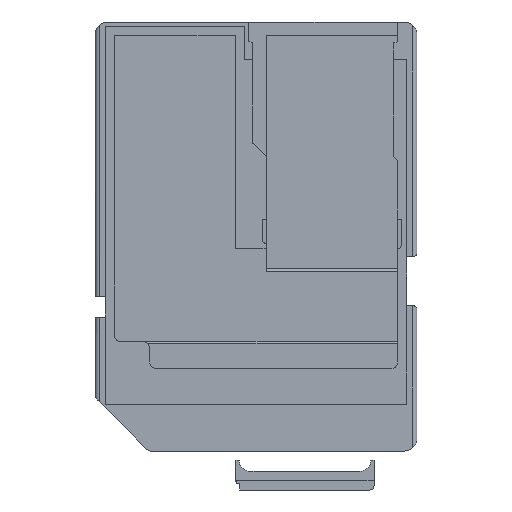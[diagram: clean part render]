
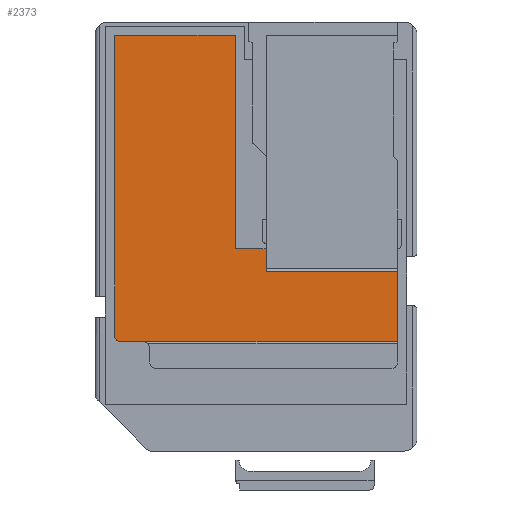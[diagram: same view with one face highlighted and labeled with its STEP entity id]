
A CAD part, front view. The second image highlights one B-rep face of the part: STEP entity #2373.
In plain terms, the highlighted planar face has unit normal (0, -1, 0).
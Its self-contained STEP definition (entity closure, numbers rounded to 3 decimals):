
#96=PLANE('',#2550);
#197=FACE_OUTER_BOUND('',#322,.T.);
#322=EDGE_LOOP('',(#1932,#1933,#1934,#1935,#1936,#1937,#1938,#1939));
#522=LINE('',#3688,#797);
#538=LINE('',#3718,#813);
#558=LINE('',#3764,#833);
#561=LINE('',#3770,#836);
#562=LINE('',#3773,#837);
#563=LINE('',#3775,#838);
#564=LINE('',#3777,#839);
#565=LINE('',#3778,#840);
#797=VECTOR('',#2945,10.);
#813=VECTOR('',#2967,10.);
#833=VECTOR('',#3011,10.);
#836=VECTOR('',#3018,10.);
#837=VECTOR('',#3021,10.);
#838=VECTOR('',#3022,10.);
#839=VECTOR('',#3023,10.);
#840=VECTOR('',#3024,10.);
#1119=VERTEX_POINT('',#3685);
#1120=VERTEX_POINT('',#3687);
#1130=VERTEX_POINT('',#3714);
#1145=VERTEX_POINT('',#3763);
#1146=VERTEX_POINT('',#3768);
#1147=VERTEX_POINT('',#3772);
#1148=VERTEX_POINT('',#3774);
#1149=VERTEX_POINT('',#3776);
#1395=EDGE_CURVE('',#1119,#1120,#522,.T.);
#1411=EDGE_CURVE('',#1120,#1130,#538,.T.);
#1435=EDGE_CURVE('',#1130,#1145,#558,.T.);
#1438=EDGE_CURVE('',#1146,#1119,#561,.T.);
#1439=EDGE_CURVE('',#1146,#1147,#562,.T.);
#1440=EDGE_CURVE('',#1148,#1147,#563,.T.);
#1441=EDGE_CURVE('',#1149,#1148,#564,.T.);
#1442=EDGE_CURVE('',#1145,#1149,#565,.T.);
#1932=ORIENTED_EDGE('',*,*,#1438,.F.);
#1933=ORIENTED_EDGE('',*,*,#1439,.T.);
#1934=ORIENTED_EDGE('',*,*,#1440,.F.);
#1935=ORIENTED_EDGE('',*,*,#1441,.F.);
#1936=ORIENTED_EDGE('',*,*,#1442,.F.);
#1937=ORIENTED_EDGE('',*,*,#1435,.F.);
#1938=ORIENTED_EDGE('',*,*,#1411,.F.);
#1939=ORIENTED_EDGE('',*,*,#1395,.F.);
#2373=ADVANCED_FACE('',(#197),#96,.F.);
#2550=AXIS2_PLACEMENT_3D('',#3771,#3019,#3020);
#2945=DIRECTION('',(0.,0.,-1.));
#2967=DIRECTION('',(-1.,0.,0.));
#3011=DIRECTION('',(0.,0.,1.));
#3018=DIRECTION('',(1.,0.,0.));
#3019=DIRECTION('center_axis',(0.,1.,0.));
#3020=DIRECTION('ref_axis',(0.,0.,1.));
#3021=DIRECTION('',(0.,0.,1.));
#3022=DIRECTION('',(1.,0.,0.));
#3023=DIRECTION('',(0.,0.,-1.));
#3024=DIRECTION('',(1.,0.,0.));
#3685=CARTESIAN_POINT('',(22.55,0.1,-18.6));
#3687=CARTESIAN_POINT('',(22.55,0.1,-23.85));
#3688=CARTESIAN_POINT('',(22.55,0.1,-16.9));
#3714=CARTESIAN_POINT('',(1.45,0.1,-23.85));
#3718=CARTESIAN_POINT('',(10.45,0.1,-23.85));
#3763=CARTESIAN_POINT('',(1.45,0.1,-1.));
#3764=CARTESIAN_POINT('',(1.45,0.1,-23.85));
#3768=CARTESIAN_POINT('',(12.75,0.1,-18.6));
#3770=CARTESIAN_POINT('',(17.275,0.1,-18.6));
#3771=CARTESIAN_POINT('Origin',(12.,0.1,-12.425));
#3772=CARTESIAN_POINT('',(12.75,0.1,-16.9));
#3773=CARTESIAN_POINT('',(12.75,0.1,-13.963));
#3774=CARTESIAN_POINT('',(10.45,0.1,-16.9));
#3775=CARTESIAN_POINT('',(4.075,0.1,-16.9));
#3776=CARTESIAN_POINT('',(10.45,0.1,-1.));
#3777=CARTESIAN_POINT('',(10.45,0.1,-1.));
#3778=CARTESIAN_POINT('',(1.45,0.1,-1.));
